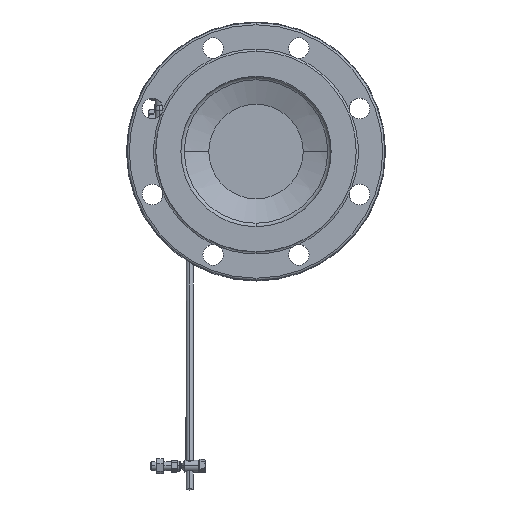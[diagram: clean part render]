
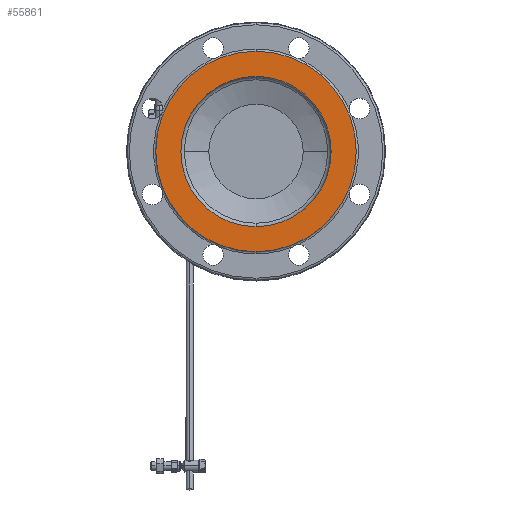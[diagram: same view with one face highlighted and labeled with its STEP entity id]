
A CAD part, top view. The second image highlights one B-rep face of the part: STEP entity #55861.
In plain terms, the highlighted planar face has unit normal (0, 0, 1).
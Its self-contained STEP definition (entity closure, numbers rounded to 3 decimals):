
#1358 = CARTESIAN_POINT ( 'NONE',  ( 0., 0., -0.094 ) ) ;
#1424 = EDGE_LOOP ( 'NONE', ( #30016, #39857 ) ) ;
#1833 = FACE_OUTER_BOUND ( 'NONE', #1424, .T. ) ;
#4703 = CARTESIAN_POINT ( 'NONE',  ( 0., -4.253, -0.094 ) ) ;
#7019 = DIRECTION ( 'NONE',  ( 0., 1., 0. ) ) ;
#7291 = VERTEX_POINT ( 'NONE', #35032 ) ;
#7867 = AXIS2_PLACEMENT_3D ( 'NONE', #47331, #48046, #14223 ) ;
#8620 = DIRECTION ( 'NONE',  ( 0., 0., -1. ) ) ;
#8838 = AXIS2_PLACEMENT_3D ( 'NONE', #1358, #40890, #7019 ) ;
#10412 = DIRECTION ( 'NONE',  ( 0., 0., -1. ) ) ;
#13324 = CIRCLE ( 'NONE', #59295, 3.187 ) ;
#14223 = DIRECTION ( 'NONE',  ( 0., -1., 0. ) ) ;
#15126 = FACE_BOUND ( 'NONE', #17414, .T. ) ;
#17414 = EDGE_LOOP ( 'NONE', ( #60253, #33404 ) ) ;
#17431 = CARTESIAN_POINT ( 'NONE',  ( 0., 3.187, -0.094 ) ) ;
#21103 = VERTEX_POINT ( 'NONE', #4703 ) ;
#22891 = DIRECTION ( 'NONE',  ( 0., 0., -1. ) ) ;
#30016 = ORIENTED_EDGE ( 'NONE', *, *, #67971, .F. ) ;
#30781 = PLANE ( 'NONE',  #7867 ) ;
#33404 = ORIENTED_EDGE ( 'NONE', *, *, #38646, .T. ) ;
#35032 = CARTESIAN_POINT ( 'NONE',  ( 0., 4.253, -0.094 ) ) ;
#35596 = CIRCLE ( 'NONE', #46514, 4.253 ) ;
#37537 = VERTEX_POINT ( 'NONE', #17431 ) ;
#38646 = EDGE_CURVE ( 'NONE', #48138, #37537, #13324, .T. ) ;
#39857 = ORIENTED_EDGE ( 'NONE', *, *, #63347, .F. ) ;
#40048 = AXIS2_PLACEMENT_3D ( 'NONE', #56722, #22891, #62371 ) ;
#40890 = DIRECTION ( 'NONE',  ( 0., 0., -1. ) ) ;
#42119 = EDGE_CURVE ( 'NONE', #37537, #48138, #71378, .T. ) ;
#42486 = CARTESIAN_POINT ( 'NONE',  ( 0., 0., -0.094 ) ) ;
#44244 = CARTESIAN_POINT ( 'NONE',  ( 0., 0., -0.094 ) ) ;
#46514 = AXIS2_PLACEMENT_3D ( 'NONE', #42486, #8620, #48189 ) ;
#47331 = CARTESIAN_POINT ( 'NONE',  ( -5.831, 0., -0.094 ) ) ;
#48046 = DIRECTION ( 'NONE',  ( 0., 0., -1. ) ) ;
#48138 = VERTEX_POINT ( 'NONE', #65701 ) ;
#48189 = DIRECTION ( 'NONE',  ( 0., 1., 0. ) ) ;
#49961 = DIRECTION ( 'NONE',  ( 0., -1., 0. ) ) ;
#53733 = CIRCLE ( 'NONE', #8838, 4.253 ) ;
#55861 = ADVANCED_FACE ( 'NONE', ( #1833, #15126 ), #30781, .F. ) ;
#56722 = CARTESIAN_POINT ( 'NONE',  ( 0., 0., -0.094 ) ) ;
#59295 = AXIS2_PLACEMENT_3D ( 'NONE', #44244, #10412, #49961 ) ;
#60253 = ORIENTED_EDGE ( 'NONE', *, *, #42119, .T. ) ;
#62371 = DIRECTION ( 'NONE',  ( 0., -1., 0. ) ) ;
#63347 = EDGE_CURVE ( 'NONE', #21103, #7291, #35596, .T. ) ;
#65701 = CARTESIAN_POINT ( 'NONE',  ( 0., -3.187, -0.094 ) ) ;
#67971 = EDGE_CURVE ( 'NONE', #7291, #21103, #53733, .T. ) ;
#71378 = CIRCLE ( 'NONE', #40048, 3.187 ) ;
